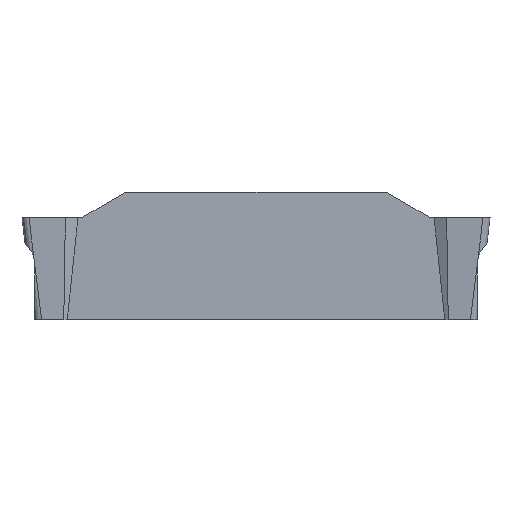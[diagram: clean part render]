
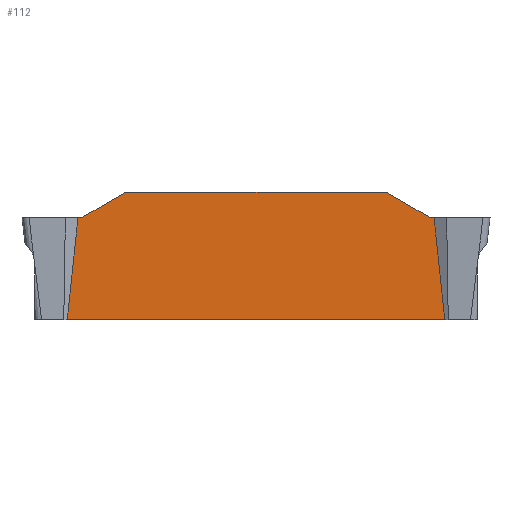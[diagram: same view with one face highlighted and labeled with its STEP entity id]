
A CAD part, left-side view. The second image highlights one B-rep face of the part: STEP entity #112.
In plain terms, the highlighted planar face has unit normal (-1, 0, 0).
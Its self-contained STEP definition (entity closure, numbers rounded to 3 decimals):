
#35=CIRCLE('',#793,0.25);
#36=CIRCLE('',#794,0.25);
#112=ADVANCED_FACE('SIDE_IB_1_SU5',(#172),#142,.F.);
#142=PLANE('',#795);
#172=FACE_OUTER_BOUND('',#212,.T.);
#212=EDGE_LOOP('',(#311,#312,#313,#314,#315,#316,#317,#318,#319,#320));
#311=ORIENTED_EDGE('',*,*,#587,.F.);
#312=ORIENTED_EDGE('',*,*,#588,.T.);
#313=ORIENTED_EDGE('',*,*,#543,.F.);
#314=ORIENTED_EDGE('',*,*,#589,.T.);
#315=ORIENTED_EDGE('',*,*,#590,.F.);
#316=ORIENTED_EDGE('',*,*,#591,.F.);
#317=ORIENTED_EDGE('',*,*,#592,.F.);
#318=ORIENTED_EDGE('',*,*,#593,.F.);
#319=ORIENTED_EDGE('',*,*,#594,.F.);
#320=ORIENTED_EDGE('',*,*,#595,.F.);
#471=VERTEX_POINT('',#982);
#472=VERTEX_POINT('',#984);
#503=VERTEX_POINT('',#1586);
#504=VERTEX_POINT('',#1587);
#505=VERTEX_POINT('',#1590);
#506=VERTEX_POINT('',#1592);
#507=VERTEX_POINT('',#1594);
#508=VERTEX_POINT('',#1596);
#509=VERTEX_POINT('',#1598);
#510=VERTEX_POINT('',#1600);
#543=EDGE_CURVE('',#471,#472,#650,.T.);
#587=EDGE_CURVE('',#503,#504,#657,.T.);
#588=EDGE_CURVE('',#503,#472,#658,.T.);
#589=EDGE_CURVE('',#471,#505,#659,.T.);
#590=EDGE_CURVE('',#506,#505,#660,.T.);
#591=EDGE_CURVE('',#507,#506,#35,.T.);
#592=EDGE_CURVE('',#508,#507,#661,.T.);
#593=EDGE_CURVE('',#509,#508,#662,.T.);
#594=EDGE_CURVE('',#510,#509,#663,.T.);
#595=EDGE_CURVE('',#504,#510,#36,.T.);
#650=LINE('',#983,#700);
#657=LINE('',#1585,#707);
#658=LINE('',#1588,#708);
#659=LINE('',#1589,#709);
#660=LINE('',#1591,#710);
#661=LINE('',#1595,#711);
#662=LINE('',#1597,#712);
#663=LINE('',#1599,#713);
#700=VECTOR('',#831,1.);
#707=VECTOR('',#848,1.);
#708=VECTOR('',#849,1.);
#709=VECTOR('',#850,1.);
#710=VECTOR('',#851,1.);
#711=VECTOR('',#854,1.);
#712=VECTOR('',#855,1.);
#713=VECTOR('',#856,1.);
#793=AXIS2_PLACEMENT_3D('',#1593,#852,#853);
#794=AXIS2_PLACEMENT_3D('',#1601,#857,#858);
#795=AXIS2_PLACEMENT_3D('',#1602,#859,#860);
#831=DIRECTION('',(0.,1.,0.));
#848=DIRECTION('',(0.,-1.,0.));
#849=DIRECTION('',(0.,0.104,-0.995));
#850=DIRECTION('',(0.,0.104,0.995));
#851=DIRECTION('',(0.,-1.,0.));
#852=DIRECTION('',(-1.,0.,0.));
#853=DIRECTION('',(0.,0.,-1.));
#854=DIRECTION('',(0.,-0.866,-0.5));
#855=DIRECTION('',(0.,-1.,0.));
#856=DIRECTION('',(0.,-0.866,0.5));
#857=DIRECTION('',(-1.,0.,0.));
#858=DIRECTION('',(0.,0.,-1.));
#859=DIRECTION('',(1.,0.,0.));
#860=DIRECTION('',(0.,0.,-1.));
#982=CARTESIAN_POINT('',(-1.,-8.418,-4.54));
#983=CARTESIAN_POINT('',(-1.,0.,-4.54));
#984=CARTESIAN_POINT('',(-1.,8.418,-4.54));
#1585=CARTESIAN_POINT('',(-1.,0.,0.));
#1586=CARTESIAN_POINT('',(-1.,7.942,0.));
#1587=CARTESIAN_POINT('',(-1.,7.852,0.));
#1588=CARTESIAN_POINT('',(-1.,7.856,0.823));
#1589=CARTESIAN_POINT('',(-1.,-7.856,0.823));
#1590=CARTESIAN_POINT('',(-1.,-7.942,0.));
#1591=CARTESIAN_POINT('',(-1.,0.,0.));
#1592=CARTESIAN_POINT('',(-1.,-7.852,0.));
#1593=CARTESIAN_POINT('',(-1.,-7.852,0.25));
#1594=CARTESIAN_POINT('',(-1.,-7.727,0.033));
#1595=CARTESIAN_POINT('',(-1.,-1.946,3.371));
#1596=CARTESIAN_POINT('',(-1.,-5.811,1.14));
#1597=CARTESIAN_POINT('',(-1.,0.,1.14));
#1598=CARTESIAN_POINT('',(-1.,5.811,1.14));
#1599=CARTESIAN_POINT('',(-1.,1.946,3.371));
#1600=CARTESIAN_POINT('',(-1.,7.727,0.033));
#1601=CARTESIAN_POINT('',(-1.,7.852,0.25));
#1602=CARTESIAN_POINT('',(-1.,0.,0.));
